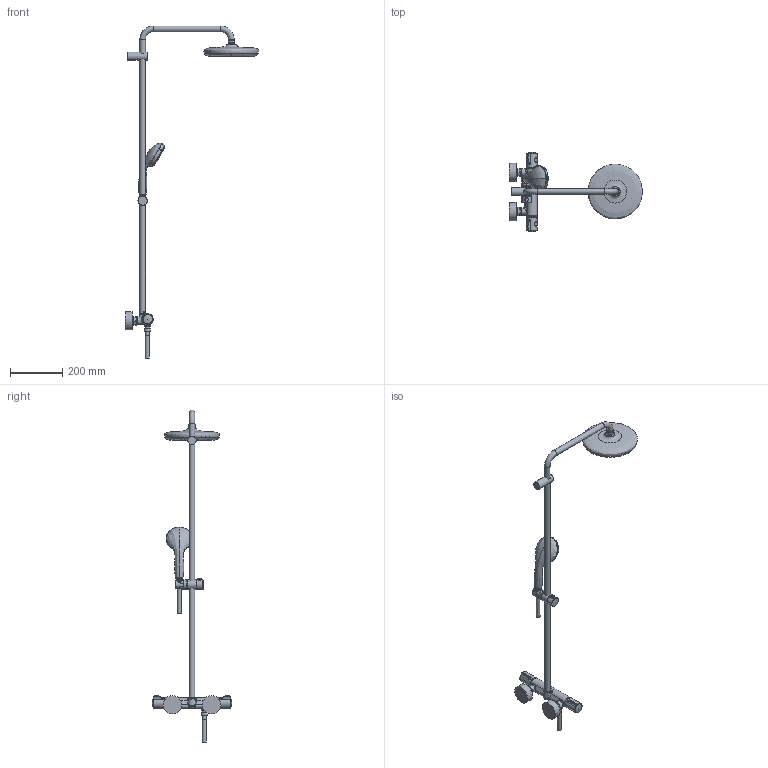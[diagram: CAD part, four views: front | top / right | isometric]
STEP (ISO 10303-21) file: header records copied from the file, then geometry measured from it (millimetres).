
FILE_DESCRIPTION(/* description */ ('Unknown'),/* implementation_level */ '2;1');
FILE_NAME(/* name */ '26699000',/* time_stamp */ '2022-09-01T10:22:55+02:00',/* author */ ('Unknown'),/* organization */ ('GROHE AG'),/* preprocessor_version */ 'ST-DEVELOPER v16.7',/* originating_system */ 'DEX',/* authorisation */ $);
FILE_SCHEMA (('AUTOMOTIVE_DESIGN {1 0 10303 214 3 1 1}'));
Length unit declared in the file: millimetre
Products named in the file (11): 26699000; 26699000_0; 26699000_1; 26699000_2; id147; DF_REVOL; extrude#; plane; Stopfen-Kegel 00.666.031 -01; trim_sur
Assembly tree (10 placements, depth 2):
  26699000
    26699000
    26699000_0
    26699000_1
    26699000_2
    id147
    DF_REVOL
    extrude#
    plane
    Stopfen-Kegel 00.666.031 -01
    trim_sur
Bounding box: 511.64 x 303.79 x 1274.27 mm (x, y, z)
Volume: 344047.7 mm3; surface area: 379034.2 mm2
Topology: 5 solids, 378 shells, 1176 faces, 5534 edges, 4546 vertices
Faces by surface type: bspline 632, cylinder 305, plane 172, torus 36, cone 27, sphere 4
Full cylindrical faces by diameter (mm): 1 x18, 1.3 x34, 2.8 x51, 3.6 x1, 4 x123, 4.259 x1, 15 x2, 16 x1, 18 x1, 18.2 x1, 18.5 x1, 19 x1, 19.9 x1, 20.9 x2, 20.96 x1, 21.2 x1, 21.8 x1, 22 x2, 22.4 x1, 23 x2, 26.44 x2, 27 x2, 28 x2, 31.3 x1, 33.4 x1, 34 x1, 36 x4, 39.677 x1, 70 x2, 89.4 x1
Entity records: 97608 total; most frequent: CARTESIAN_POINT 62908, ORIENTED_EDGE 5805, EDGE_CURVE 4419, VERTEX_POINT 4058, B_SPLINE_CURVE_WITH_KNOTS 3512, DIRECTION 2706, FACE_BOUND 2021, EDGE_LOOP 2019
